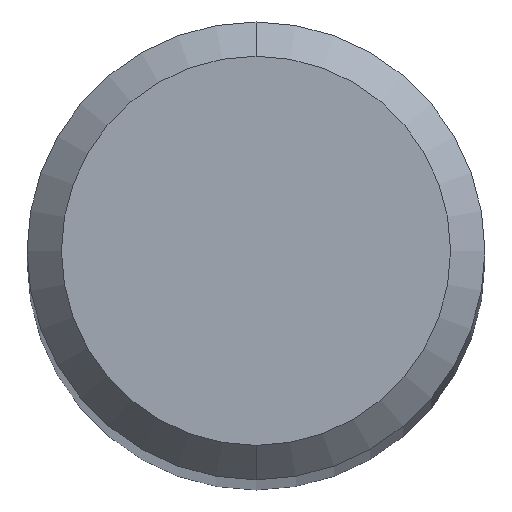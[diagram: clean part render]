
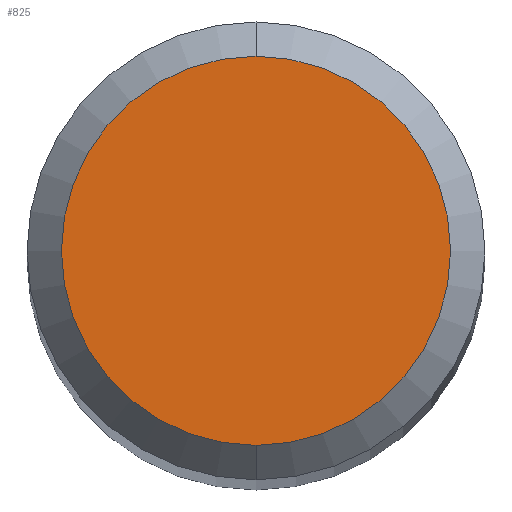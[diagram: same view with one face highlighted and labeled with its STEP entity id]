
A CAD part, top view. The second image highlights one B-rep face of the part: STEP entity #825.
In plain terms, the highlighted planar face has unit normal (0, 0, 1).
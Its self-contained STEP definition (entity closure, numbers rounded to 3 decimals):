
#561=VERTEX_POINT('',#1212);
#567=EDGE_CURVE('',#561,#943,#1218,.T.);
#691=EDGE_CURVE('',#943,#561,#1359,.T.);
#825=ADVANCED_FACE('',(#1503),#1504,.T.);
#943=VERTEX_POINT('',#1635);
#1212=CARTESIAN_POINT('',(0.0,1.7,0.0));
#1218=CIRCLE('',#3261,1.7);
#1359=CIRCLE('',#5328,1.7);
#1503=FACE_OUTER_BOUND('',#6753,.T.);
#1504=PLANE('',#6754);
#1635=CARTESIAN_POINT('',(0.,-1.7,0.0));
#3261=AXIS2_PLACEMENT_3D('',#8274,#8275,#8276);
#5328=AXIS2_PLACEMENT_3D('',#8477,#8478,#8479);
#6753=EDGE_LOOP('',(#8631,#8632));
#6754=AXIS2_PLACEMENT_3D('',#8633,#8634,#8635);
#8274=CARTESIAN_POINT('',(0.0,0.0,0.0));
#8275=DIRECTION('',(0.0,0.0,-1.0));
#8276=DIRECTION('',(0.0,1.0,0.0));
#8477=CARTESIAN_POINT('',(0.0,0.0,0.0));
#8478=DIRECTION('',(0.0,0.0,-1.0));
#8479=DIRECTION('',(0.0,1.0,0.0));
#8631=ORIENTED_EDGE('',*,*,#567,.F.);
#8632=ORIENTED_EDGE('',*,*,#691,.F.);
#8633=CARTESIAN_POINT('',(0.0,0.85,0.0));
#8634=DIRECTION('',(-0.0,0.0,1.0));
#8635=DIRECTION('',(0.0,-1.0,0.0));
